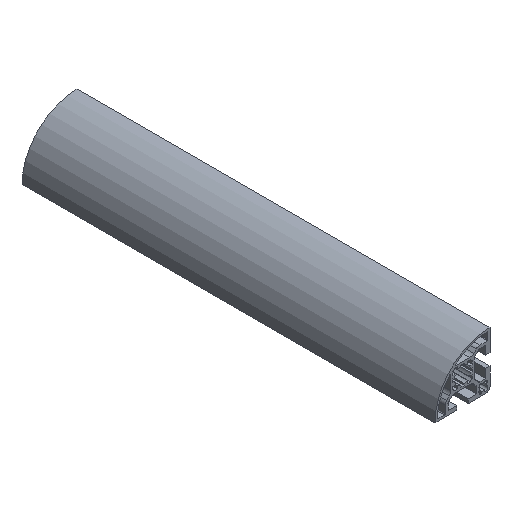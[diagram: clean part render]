
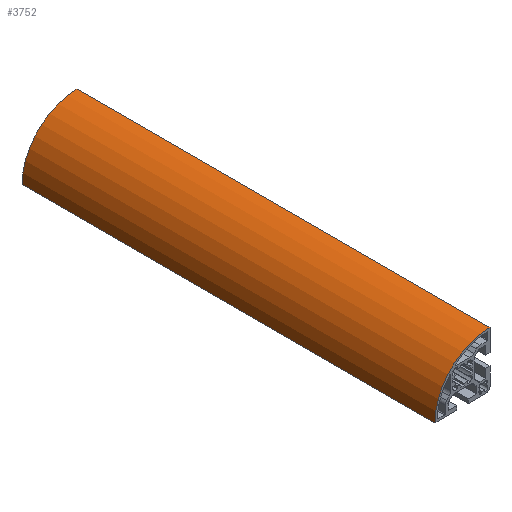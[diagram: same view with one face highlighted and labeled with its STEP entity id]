
A CAD part, isometric view. The second image highlights one B-rep face of the part: STEP entity #3752.
In plain terms, the highlighted cylindrical face has radius 40 mm (diameter 80 mm), a partial arc.
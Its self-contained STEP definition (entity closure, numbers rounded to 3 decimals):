
#50 = AXIS2_PLACEMENT_3D ( 'NONE', #3092, #3081, #3084 ) ;
#171 = AXIS2_PLACEMENT_3D ( 'NONE', #755, #762, #768 ) ;
#175 = CIRCLE ( 'NONE', #177, 40. ) ;
#177 = AXIS2_PLACEMENT_3D ( 'NONE', #718, #720, #729 ) ;
#188 = CIRCLE ( 'NONE', #171, 40. ) ;
#195 = VECTOR ( 'NONE', #778, 1000. ) ;
#222 = VECTOR ( 'NONE', #752, 1000. ) ;
#718 = CARTESIAN_POINT ( 'NONE',  ( -20., -20., 0. ) ) ;
#720 = DIRECTION ( 'NONE',  ( 0., 0., 1. ) ) ;
#729 = DIRECTION ( 'NONE',  ( 1., 0., 0. ) ) ;
#751 = CARTESIAN_POINT ( 'NONE',  ( -20., 20., -300. ) ) ;
#752 = DIRECTION ( 'NONE',  ( 0., 0., 1. ) ) ;
#753 = LINE ( 'NONE', #751, #222 ) ;
#755 = CARTESIAN_POINT ( 'NONE',  ( -20., -20., -300. ) ) ;
#761 = LINE ( 'NONE', #777, #195 ) ;
#762 = DIRECTION ( 'NONE',  ( 0., 0., 1. ) ) ;
#768 = DIRECTION ( 'NONE',  ( 1., 0., 0. ) ) ;
#777 = CARTESIAN_POINT ( 'NONE',  ( 20., -20., -300. ) ) ;
#778 = DIRECTION ( 'NONE',  ( 0., 0., 1. ) ) ;
#1402 = EDGE_LOOP ( 'NONE', ( #2115, #2139, #2117, #2135 ) ) ;
#1573 = VERTEX_POINT ( 'NONE', #3373 ) ;
#2115 = ORIENTED_EDGE ( 'NONE', *, *, #3878, .F. ) ;
#2117 = ORIENTED_EDGE ( 'NONE', *, *, #3890, .T. ) ;
#2135 = ORIENTED_EDGE ( 'NONE', *, *, #3889, .T. ) ;
#2139 = ORIENTED_EDGE ( 'NONE', *, *, #3895, .F. ) ;
#3079 = CYLINDRICAL_SURFACE ( 'NONE', #50, 40. ) ;
#3081 = DIRECTION ( 'NONE',  ( 0., 0., 1. ) ) ;
#3084 = DIRECTION ( 'NONE',  ( 1., 0., 0. ) ) ;
#3088 = FACE_OUTER_BOUND ( 'NONE', #1402, .T. ) ;
#3092 = CARTESIAN_POINT ( 'NONE',  ( -20., -20., -300. ) ) ;
#3202 = VERTEX_POINT ( 'NONE', #3432 ) ;
#3373 = CARTESIAN_POINT ( 'NONE',  ( 20., -20., -300. ) ) ;
#3432 = CARTESIAN_POINT ( 'NONE',  ( 20., -20., 0. ) ) ;
#3573 = CARTESIAN_POINT ( 'NONE',  ( -20., 20., -300. ) ) ;
#3574 = CARTESIAN_POINT ( 'NONE',  ( -20., 20., 0. ) ) ;
#3673 = VERTEX_POINT ( 'NONE', #3573 ) ;
#3675 = VERTEX_POINT ( 'NONE', #3574 ) ;
#3752 = ADVANCED_FACE ( 'CYL_12', ( #3088 ), #3079, .T. ) ;
#3878 = EDGE_CURVE ( 'NONE', #3202, #3675, #175, .T. ) ;
#3889 = EDGE_CURVE ( 'NONE', #3673, #3675, #753, .T. ) ;
#3890 = EDGE_CURVE ( 'NONE', #1573, #3673, #188, .T. ) ;
#3895 = EDGE_CURVE ( 'NONE', #1573, #3202, #761, .T. ) ;
